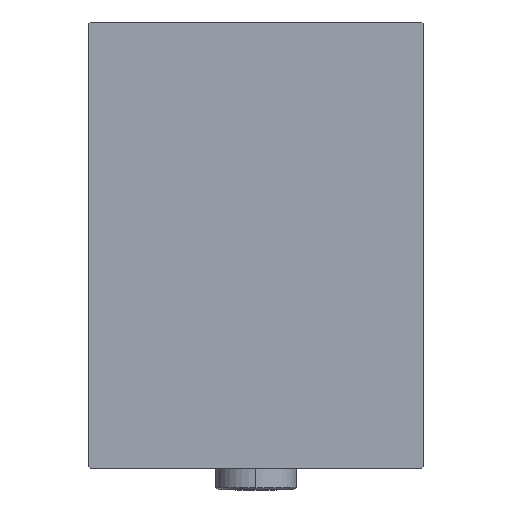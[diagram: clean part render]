
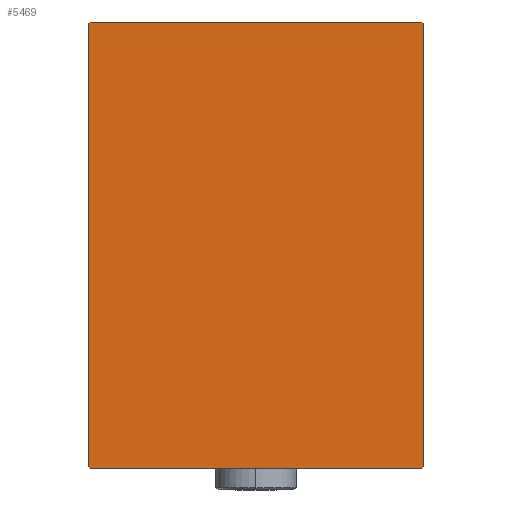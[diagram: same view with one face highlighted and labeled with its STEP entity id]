
A CAD part, left-side view. The second image highlights one B-rep face of the part: STEP entity #5469.
In plain terms, the highlighted face is planar.
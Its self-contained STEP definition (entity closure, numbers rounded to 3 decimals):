
#68 = EDGE_CURVE ( 'NONE', #5651, #40130, #579, .T. ) ;
#579 = LINE ( 'NONE', #10979, #39454 ) ;
#757 = CARTESIAN_POINT ( 'NONE',  ( 98., 43.6, -43.6 ) ) ;
#818 = ORIENTED_EDGE ( 'NONE', *, *, #22034, .T. ) ;
#2714 = CARTESIAN_POINT ( 'NONE',  ( 98., 37.5, -50. ) ) ;
#2767 = LINE ( 'NONE', #30460, #8299 ) ;
#3045 = DIRECTION ( 'NONE',  ( 0., 1., 0. ) ) ;
#4267 = AXIS2_PLACEMENT_3D ( 'NONE', #12411, #22061, #36458 ) ;
#4299 = EDGE_CURVE ( 'NONE', #41745, #13251, #40987, .T. ) ;
#4426 = LINE ( 'NONE', #12092, #31856 ) ;
#4750 = ORIENTED_EDGE ( 'NONE', *, *, #4299, .T. ) ;
#5370 = CARTESIAN_POINT ( 'NONE',  ( 98., -37.5, -49.7 ) ) ;
#5469 = ADVANCED_FACE ( 'NONE', ( #26336 ), #39392, .T. ) ;
#5651 = VERTEX_POINT ( 'NONE', #5370 ) ;
#5950 = DIRECTION ( 'NONE',  ( 0., -1., 0. ) ) ;
#7772 = LINE ( 'NONE', #757, #14288 ) ;
#8299 = VECTOR ( 'NONE', #5950, 1000. ) ;
#8921 = CARTESIAN_POINT ( 'NONE',  ( 98., -37.2, 50. ) ) ;
#10531 = DIRECTION ( 'NONE',  ( 0., 0.707, -0.707 ) ) ;
#10782 = CARTESIAN_POINT ( 'NONE',  ( 98., 37.2, -50. ) ) ;
#10979 = CARTESIAN_POINT ( 'NONE',  ( 98., -43.6, -43.6 ) ) ;
#11188 = VECTOR ( 'NONE', #19836, 1000. ) ;
#11613 = DIRECTION ( 'NONE',  ( 0., 0.707, 0.707 ) ) ;
#12092 = CARTESIAN_POINT ( 'NONE',  ( 98., 43.6, 43.6 ) ) ;
#12411 = CARTESIAN_POINT ( 'NONE',  ( 98., 0., 0. ) ) ;
#13105 = LINE ( 'NONE', #2714, #11188 ) ;
#13251 = VERTEX_POINT ( 'NONE', #13617 ) ;
#13617 = CARTESIAN_POINT ( 'NONE',  ( 98., -37.5, 49.7 ) ) ;
#14288 = VECTOR ( 'NONE', #11613, 1000. ) ;
#14346 = CARTESIAN_POINT ( 'NONE',  ( 98., 37.5, 49.7 ) ) ;
#16044 = EDGE_LOOP ( 'NONE', ( #36459, #31664, #38241, #818, #35936, #4750, #26012, #36236 ) ) ;
#16981 = VERTEX_POINT ( 'NONE', #36157 ) ;
#17560 = VECTOR ( 'NONE', #3045, 1000. ) ;
#17678 = LINE ( 'NONE', #28024, #35824 ) ;
#19836 = DIRECTION ( 'NONE',  ( 0., 0., 1. ) ) ;
#20601 = CARTESIAN_POINT ( 'NONE',  ( 98., -37.5, -50. ) ) ;
#21263 = DIRECTION ( 'NONE',  ( 0., 0., -1. ) ) ;
#22034 = EDGE_CURVE ( 'NONE', #36635, #16981, #4426, .T. ) ;
#22061 = DIRECTION ( 'NONE',  ( 1., 0., 0. ) ) ;
#24106 = EDGE_CURVE ( 'NONE', #40130, #30704, #37715, .T. ) ;
#25092 = VECTOR ( 'NONE', #33567, 1000. ) ;
#25792 = DIRECTION ( 'NONE',  ( 0., -0.707, 0.707 ) ) ;
#26012 = ORIENTED_EDGE ( 'NONE', *, *, #44136, .T. ) ;
#26142 = VERTEX_POINT ( 'NONE', #30655 ) ;
#26336 = FACE_OUTER_BOUND ( 'NONE', #16044, .T. ) ;
#26601 = CARTESIAN_POINT ( 'NONE',  ( 98., -43.6, 43.6 ) ) ;
#28024 = CARTESIAN_POINT ( 'NONE',  ( 98., -37.5, 50. ) ) ;
#30253 = EDGE_CURVE ( 'NONE', #16981, #41745, #2767, .T. ) ;
#30460 = CARTESIAN_POINT ( 'NONE',  ( 98., 37.5, 50. ) ) ;
#30610 = EDGE_CURVE ( 'NONE', #26142, #36635, #13105, .T. ) ;
#30655 = CARTESIAN_POINT ( 'NONE',  ( 98., 37.5, -49.7 ) ) ;
#30704 = VERTEX_POINT ( 'NONE', #10782 ) ;
#31664 = ORIENTED_EDGE ( 'NONE', *, *, #39731, .T. ) ;
#31856 = VECTOR ( 'NONE', #25792, 1000. ) ;
#33567 = DIRECTION ( 'NONE',  ( 0., -0.707, -0.707 ) ) ;
#35824 = VECTOR ( 'NONE', #21263, 1000. ) ;
#35936 = ORIENTED_EDGE ( 'NONE', *, *, #30253, .T. ) ;
#36157 = CARTESIAN_POINT ( 'NONE',  ( 98., 37.2, 50. ) ) ;
#36236 = ORIENTED_EDGE ( 'NONE', *, *, #68, .T. ) ;
#36458 = DIRECTION ( 'NONE',  ( 0., 0., -1. ) ) ;
#36459 = ORIENTED_EDGE ( 'NONE', *, *, #24106, .T. ) ;
#36635 = VERTEX_POINT ( 'NONE', #14346 ) ;
#37715 = LINE ( 'NONE', #20601, #17560 ) ;
#38241 = ORIENTED_EDGE ( 'NONE', *, *, #30610, .T. ) ;
#39392 = PLANE ( 'NONE',  #4267 ) ;
#39454 = VECTOR ( 'NONE', #10531, 1000. ) ;
#39731 = EDGE_CURVE ( 'NONE', #30704, #26142, #7772, .T. ) ;
#40130 = VERTEX_POINT ( 'NONE', #43905 ) ;
#40987 = LINE ( 'NONE', #26601, #25092 ) ;
#41745 = VERTEX_POINT ( 'NONE', #8921 ) ;
#43905 = CARTESIAN_POINT ( 'NONE',  ( 98., -37.2, -50. ) ) ;
#44136 = EDGE_CURVE ( 'NONE', #13251, #5651, #17678, .T. ) ;
